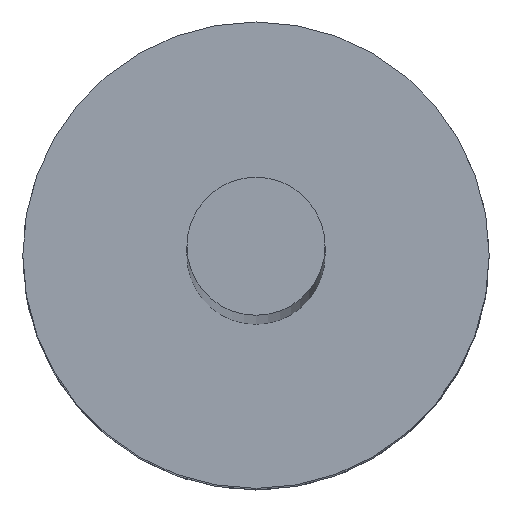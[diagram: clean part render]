
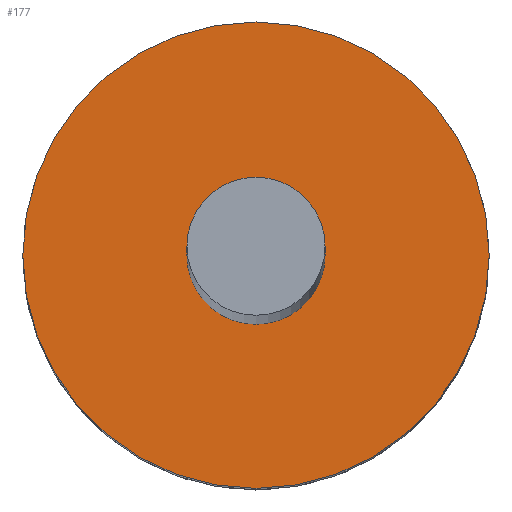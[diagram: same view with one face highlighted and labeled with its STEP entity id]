
A CAD part, top view. The second image highlights one B-rep face of the part: STEP entity #177.
In plain terms, the highlighted planar face has unit normal (0, 0, 1).
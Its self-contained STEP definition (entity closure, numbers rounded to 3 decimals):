
#177=ADVANCED_FACE('',(#204),#194,.F.);
#194=PLANE('',#310);
#204=FACE_OUTER_BOUND('',#210,.T.);
#210=EDGE_LOOP('',(#238));
#238=ORIENTED_EDGE('',*,*,#280,.T.);
#266=VERTEX_POINT('',#406);
#280=EDGE_CURVE('',#266,#266,#294,.T.);
#294=CIRCLE('',#309,1.3);
#309=AXIS2_PLACEMENT_3D('',#405,#342,#343);
#310=AXIS2_PLACEMENT_3D('',#407,#344,#345);
#342=DIRECTION('',(0.,0.,1.));
#343=DIRECTION('',(1.,0.,0.));
#344=DIRECTION('',(0.,0.,-1.));
#345=DIRECTION('',(-1.,0.,0.));
#405=CARTESIAN_POINT('',(0.,0.,34.57));
#406=CARTESIAN_POINT('',(1.3,0.,34.57));
#407=CARTESIAN_POINT('',(-1.3,0.,34.57));
